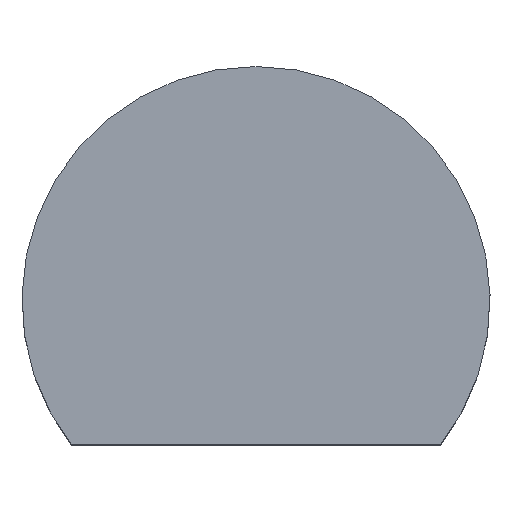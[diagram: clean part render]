
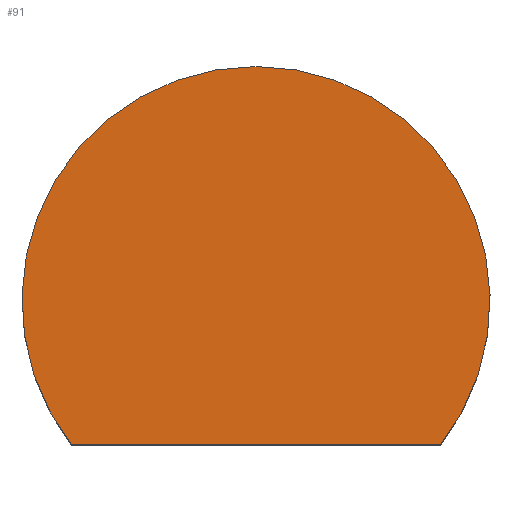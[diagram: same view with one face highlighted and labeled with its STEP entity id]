
A CAD part, top view. The second image highlights one B-rep face of the part: STEP entity #91.
In plain terms, the highlighted planar face has unit normal (0, 0, 1).
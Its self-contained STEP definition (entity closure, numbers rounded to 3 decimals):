
#24 = VERTEX_POINT('',#25);
#25 = CARTESIAN_POINT('',(3.319,-1.6,15.33));
#31 = EDGE_CURVE('',#24,#32,#34,.T.);
#32 = VERTEX_POINT('',#33);
#33 = CARTESIAN_POINT('',(-0.779,-1.6,15.33));
#34 = CIRCLE('',#35,2.6);
#35 = AXIS2_PLACEMENT_3D('',#36,#37,#38);
#36 = CARTESIAN_POINT('',(1.27,0.,15.33));
#37 = DIRECTION('',(0.,0.,1.));
#38 = DIRECTION('',(1.,0.,0.));
#64 = EDGE_CURVE('',#32,#24,#65,.T.);
#65 = LINE('',#66,#67);
#66 = CARTESIAN_POINT('',(-0.779,-1.6,15.33));
#67 = VECTOR('',#68,1.);
#68 = DIRECTION('',(1.,0.,0.));
#91 = ADVANCED_FACE('',(#92),#96,.T.);
#92 = FACE_BOUND('',#93,.T.);
#93 = EDGE_LOOP('',(#94,#95));
#94 = ORIENTED_EDGE('',*,*,#31,.T.);
#95 = ORIENTED_EDGE('',*,*,#64,.T.);
#96 = PLANE('',#97);
#97 = AXIS2_PLACEMENT_3D('',#98,#99,#100);
#98 = CARTESIAN_POINT('',(1.27,0.087,15.33));
#99 = DIRECTION('',(0.,0.,1.));
#100 = DIRECTION('',(1.,0.,0.));
